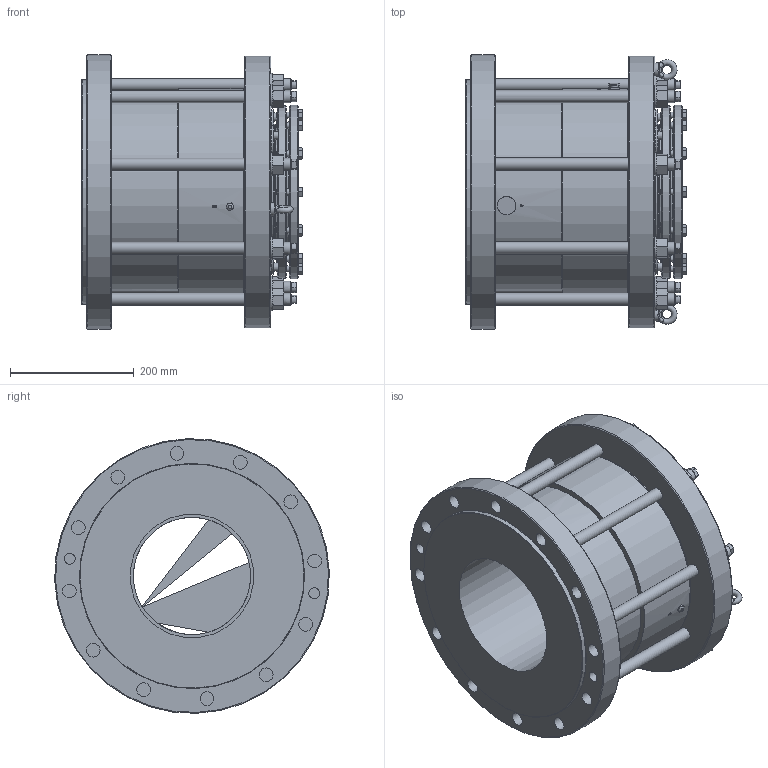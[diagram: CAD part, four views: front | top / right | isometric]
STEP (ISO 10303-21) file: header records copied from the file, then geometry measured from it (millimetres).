
FILE_DESCRIPTION(/* description */ ('Unknown'),/* implementation_level */ '2;1');
FILE_NAME(/* name */ '200mm',/* time_stamp */ '2023-04-13T16:06:11+01:00',/* author */ ('Unknown'),/* organization */ ('Unknown'),/* preprocessor_version */ 'ST-DEVELOPER v18.102',/* originating_system */ 'Solid Edge',/* authorisation */ 'Unknown');
FILE_SCHEMA (('AUTOMOTIVE_DESIGN {1 0 10303 214 3 1 1}'));
Length unit declared in the file: millimetre
Products named in the file (1): 200mm
Bounding box: 357.6 x 444.74 x 444.74 mm (x, y, z)
Volume: 23849195.5 mm3; surface area: 1277933.6 mm2
Topology: 1 solids, 1 shells, 845 faces, 2110 edges, 1346 vertices
Faces by surface type: plane 362, cone 227, cylinder 174, bspline 48, torus 34
Full cylindrical faces by diameter (mm): 2.5 x4, 4.94 x1, 10 x24, 12.5 x1, 13 x4, 16.002 x1, 17.5 x2, 20 x16, 21.5 x1, 22 x14, 30 x2, 37 x8, 53.518 x4, 190 x3, 190.14 x1, 200 x1, 207.01 x1, 213.817 x1, 219.405 x1, 279.552 x1, 280.695 x1, 317.5 x1, 319.938 x1, 332.715 x1, 335.153 x1, 363.83 x1, 440.004 x1, 445 x1
Entity records: 32488 total; most frequent: CARTESIAN_POINT 8686, ORIENTED_EDGE 3558, DIRECTION 3450, EDGE_CURVE 1779, AXIS2_PLACEMENT_3D 1444, FACE_BOUND 1211, VERTEX_POINT 1208, EDGE_LOOP 1207
